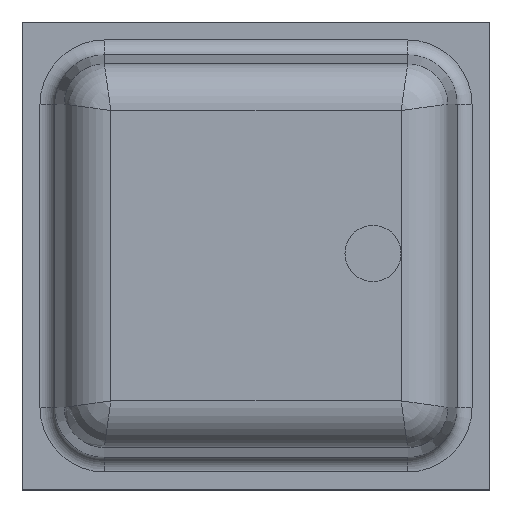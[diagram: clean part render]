
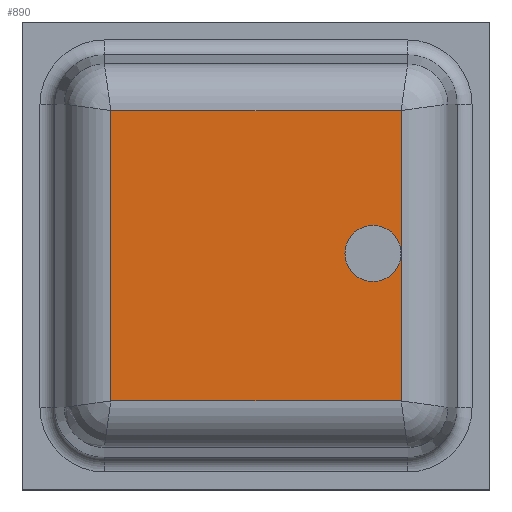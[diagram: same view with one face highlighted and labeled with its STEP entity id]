
A CAD part, top view. The second image highlights one B-rep face of the part: STEP entity #890.
In plain terms, the highlighted planar face has unit normal (0, 0, 1).
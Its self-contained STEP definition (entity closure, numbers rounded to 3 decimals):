
#890=ADVANCED_FACE('',(#2130,#2132),#2134,.T.);
#2130=FACE_BOUND('',#2131,.T.);
#2131=EDGE_LOOP('',(#3897,#3898,#3899,#3900));
#2132=FACE_BOUND('',#2133,.T.);
#2133=EDGE_LOOP('',(#3901));
#2134=PLANE('',#2135);
#2135=AXIS2_PLACEMENT_3D('',#2136,#2137,#2138);
#2136=CARTESIAN_POINT('',(0.,0.,1.));
#2137=DIRECTION('',(0.,0.,1.));
#2138=DIRECTION('',(1.,0.,0.));
#3897=ORIENTED_EDGE('',*,*,#4373,.T.);
#3898=ORIENTED_EDGE('',*,*,#4374,.T.);
#3899=ORIENTED_EDGE('',*,*,#4375,.T.);
#3900=ORIENTED_EDGE('',*,*,#4376,.T.);
#3901=ORIENTED_EDGE('',*,*,#4371,.T.);
#4371=EDGE_CURVE('',#4869,#4869,#4870,.F.);
#4373=EDGE_CURVE('',#4873,#4874,#4875,.T.);
#4374=EDGE_CURVE('',#4874,#4876,#4877,.T.);
#4375=EDGE_CURVE('',#4876,#4878,#4879,.T.);
#4376=EDGE_CURVE('',#4878,#4873,#4880,.T.);
#4869=VERTEX_POINT('',#5917);
#4870=CIRCLE('',#5918,0.15);
#4873=VERTEX_POINT('',#5927);
#4874=VERTEX_POINT('',#5928);
#4875=LINE('',#5929,#5930);
#4876=VERTEX_POINT('',#5932);
#4877=LINE('',#5933,#5934);
#4878=VERTEX_POINT('',#5936);
#4879=LINE('',#5937,#5938);
#4880=LINE('',#5940,#5941);
#5917=CARTESIAN_POINT('',(0.775,0.012,1.));
#5918=AXIS2_PLACEMENT_3D('',#5919,#5920,#5921);
#5919=CARTESIAN_POINT('',(0.625,0.012,1.));
#5920=DIRECTION('',(0.,0.,1.));
#5921=DIRECTION('',(1.,0.,0.));
#5927=CARTESIAN_POINT('',(0.775,-0.775,1.));
#5928=CARTESIAN_POINT('',(0.775,0.775,1.));
#5929=CARTESIAN_POINT('',(0.775,-0.775,1.));
#5930=VECTOR('',#5931,1.);
#5931=DIRECTION('',(0.,1.,0.));
#5932=CARTESIAN_POINT('',(-0.775,0.775,1.));
#5933=CARTESIAN_POINT('',(0.775,0.775,1.));
#5934=VECTOR('',#5935,1.);
#5935=DIRECTION('',(-1.,0.,0.));
#5936=CARTESIAN_POINT('',(-0.775,-0.775,1.));
#5937=CARTESIAN_POINT('',(-0.775,0.775,1.));
#5938=VECTOR('',#5939,1.);
#5939=DIRECTION('',(0.,-1.,0.));
#5940=CARTESIAN_POINT('',(-0.775,-0.775,1.));
#5941=VECTOR('',#5942,1.);
#5942=DIRECTION('',(1.,0.,0.));
